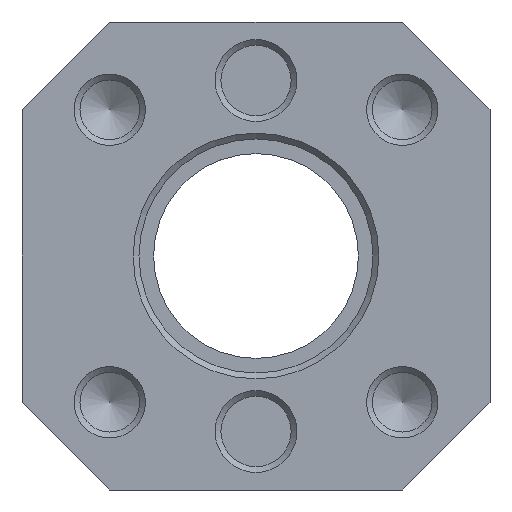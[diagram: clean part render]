
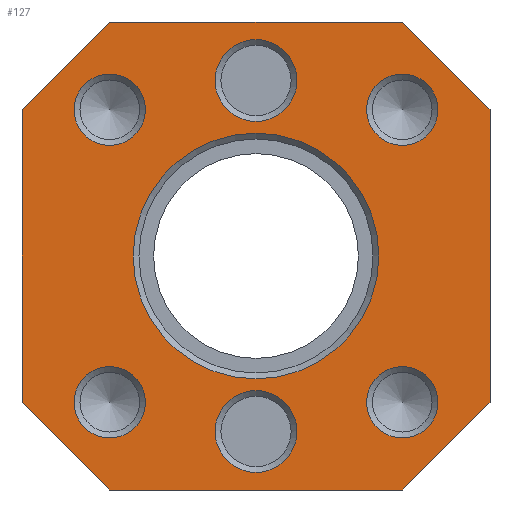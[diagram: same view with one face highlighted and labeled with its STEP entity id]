
A CAD part, front view. The second image highlights one B-rep face of the part: STEP entity #127.
In plain terms, the highlighted planar face has unit normal (0, -1, 0).
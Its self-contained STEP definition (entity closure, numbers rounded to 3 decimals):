
#127 = ADVANCED_FACE( '', ( #488, #489, #490, #491, #492, #493, #494, #495 ), #496, .T. );
#488 = FACE_BOUND( '', #1741, .T. );
#489 = FACE_BOUND( '', #1742, .T. );
#490 = FACE_BOUND( '', #1743, .T. );
#491 = FACE_BOUND( '', #1744, .T. );
#492 = FACE_BOUND( '', #1745, .T. );
#493 = FACE_BOUND( '', #1746, .T. );
#494 = FACE_BOUND( '', #1747, .T. );
#495 = FACE_OUTER_BOUND( '', #1748, .T. );
#496 = PLANE( '', #1749 );
#1741 = EDGE_LOOP( '', ( #2367 ) );
#1742 = EDGE_LOOP( '', ( #2368 ) );
#1743 = EDGE_LOOP( '', ( #2369 ) );
#1744 = EDGE_LOOP( '', ( #2370 ) );
#1745 = EDGE_LOOP( '', ( #2371 ) );
#1746 = EDGE_LOOP( '', ( #2372 ) );
#1747 = EDGE_LOOP( '', ( #2373 ) );
#1748 = EDGE_LOOP( '', ( #2374, #2375, #2376, #2377, #2378, #2379, #2380, #2381 ) );
#1749 = AXIS2_PLACEMENT_3D( '', #2382, #2383, #2384 );
#2367 = ORIENTED_EDGE( '', *, *, #2872, .T. );
#2368 = ORIENTED_EDGE( '', *, *, #2910, .T. );
#2369 = ORIENTED_EDGE( '', *, *, #2911, .T. );
#2370 = ORIENTED_EDGE( '', *, *, #2912, .T. );
#2371 = ORIENTED_EDGE( '', *, *, #2913, .T. );
#2372 = ORIENTED_EDGE( '', *, *, #2914, .T. );
#2373 = ORIENTED_EDGE( '', *, *, #2915, .T. );
#2374 = ORIENTED_EDGE( '', *, *, #2818, .T. );
#2375 = ORIENTED_EDGE( '', *, *, #2916, .T. );
#2376 = ORIENTED_EDGE( '', *, *, #2851, .T. );
#2377 = ORIENTED_EDGE( '', *, *, #2917, .T. );
#2378 = ORIENTED_EDGE( '', *, *, #2918, .T. );
#2379 = ORIENTED_EDGE( '', *, *, #2919, .T. );
#2380 = ORIENTED_EDGE( '', *, *, #2906, .T. );
#2381 = ORIENTED_EDGE( '', *, *, #2920, .T. );
#2382 = CARTESIAN_POINT( '', ( -40., -325.5, -40. ) );
#2383 = DIRECTION( '', ( 0., -1., 0. ) );
#2384 = DIRECTION( '', ( 0., 0., -1. ) );
#2818 = EDGE_CURVE( '', #3067, #3065, #3068, .T. );
#2851 = EDGE_CURVE( '', #3132, #3133, #3134, .T. );
#2872 = EDGE_CURVE( '', #3174, #3174, #3175, .F. );
#2906 = EDGE_CURVE( '', #3242, #3243, #3244, .T. );
#2910 = EDGE_CURVE( '', #3250, #3250, #3251, .F. );
#2911 = EDGE_CURVE( '', #3252, #3252, #3253, .F. );
#2912 = EDGE_CURVE( '', #3254, #3254, #3255, .F. );
#2913 = EDGE_CURVE( '', #3256, #3256, #3257, .F. );
#2914 = EDGE_CURVE( '', #3258, #3258, #3259, .F. );
#2915 = EDGE_CURVE( '', #3260, #3260, #3261, .F. );
#2916 = EDGE_CURVE( '', #3065, #3132, #3262, .F. );
#2917 = EDGE_CURVE( '', #3133, #3263, #3264, .F. );
#2918 = EDGE_CURVE( '', #3263, #3265, #3266, .T. );
#2919 = EDGE_CURVE( '', #3265, #3242, #3267, .F. );
#2920 = EDGE_CURVE( '', #3243, #3067, #3268, .F. );
#3065 = VERTEX_POINT( '', #4691 );
#3067 = VERTEX_POINT( '', #4694 );
#3068 = LINE( '', #4695, #4696 );
#3132 = VERTEX_POINT( '', #5265 );
#3133 = VERTEX_POINT( '', #5266 );
#3134 = LINE( '', #5267, #5268 );
#3174 = VERTEX_POINT( '', #5689 );
#3175 = CIRCLE( '', #5690, 21. );
#3242 = VERTEX_POINT( '', #5757 );
#3243 = VERTEX_POINT( '', #5758 );
#3244 = LINE( '', #5759, #5760 );
#3250 = VERTEX_POINT( '', #5769 );
#3251 = CIRCLE( '', #5770, 6.1 );
#3252 = VERTEX_POINT( '', #5771 );
#3253 = CIRCLE( '', #5772, 7. );
#3254 = VERTEX_POINT( '', #5773 );
#3255 = CIRCLE( '', #5774, 6.1 );
#3256 = VERTEX_POINT( '', #5775 );
#3257 = CIRCLE( '', #5776, 6.1 );
#3258 = VERTEX_POINT( '', #5777 );
#3259 = CIRCLE( '', #5778, 7. );
#3260 = VERTEX_POINT( '', #5779 );
#3261 = CIRCLE( '', #5780, 6.1 );
#3262 = LINE( '', #5781, #5782 );
#3263 = VERTEX_POINT( '', #5783 );
#3264 = LINE( '', #5784, #5785 );
#3265 = VERTEX_POINT( '', #5786 );
#3266 = LINE( '', #5787, #5788 );
#3267 = LINE( '', #5789, #5790 );
#3268 = LINE( '', #5791, #5792 );
#4691 = CARTESIAN_POINT( '', ( -40., -325.5, -25. ) );
#4694 = CARTESIAN_POINT( '', ( -40., -325.5, 25. ) );
#4695 = CARTESIAN_POINT( '', ( -40., -325.5, 40. ) );
#4696 = VECTOR( '', #5939, 1000. );
#5265 = CARTESIAN_POINT( '', ( -25., -325.5, -40. ) );
#5266 = CARTESIAN_POINT( '', ( 25., -325.5, -40. ) );
#5267 = CARTESIAN_POINT( '', ( -40., -325.5, -40. ) );
#5268 = VECTOR( '', #5998, 1000. );
#5689 = CARTESIAN_POINT( '', ( 0., -325.5, -21. ) );
#5690 = AXIS2_PLACEMENT_3D( '', #6026, #6027, #6028 );
#5757 = CARTESIAN_POINT( '', ( 25., -325.5, 40. ) );
#5758 = CARTESIAN_POINT( '', ( -25., -325.5, 40. ) );
#5759 = CARTESIAN_POINT( '', ( 40., -325.5, 40. ) );
#5760 = VECTOR( '', #6128, 1000. );
#5769 = CARTESIAN_POINT( '', ( -25., -325.5, -31.1 ) );
#5770 = AXIS2_PLACEMENT_3D( '', #6132, #6133, #6134 );
#5771 = CARTESIAN_POINT( '', ( 0., -325.5, -37. ) );
#5772 = AXIS2_PLACEMENT_3D( '', #6135, #6136, #6137 );
#5773 = CARTESIAN_POINT( '', ( 25., -325.5, -31.1 ) );
#5774 = AXIS2_PLACEMENT_3D( '', #6138, #6139, #6140 );
#5775 = CARTESIAN_POINT( '', ( 25., -325.5, 18.9 ) );
#5776 = AXIS2_PLACEMENT_3D( '', #6141, #6142, #6143 );
#5777 = CARTESIAN_POINT( '', ( 0., -325.5, 23. ) );
#5778 = AXIS2_PLACEMENT_3D( '', #6144, #6145, #6146 );
#5779 = CARTESIAN_POINT( '', ( -25., -325.5, 18.9 ) );
#5780 = AXIS2_PLACEMENT_3D( '', #6147, #6148, #6149 );
#5781 = CARTESIAN_POINT( '', ( -32.5, -325.5, -32.5 ) );
#5782 = VECTOR( '', #6150, 1000. );
#5783 = CARTESIAN_POINT( '', ( 40., -325.5, -25. ) );
#5784 = CARTESIAN_POINT( '', ( -7.5, -325.5, -72.5 ) );
#5785 = VECTOR( '', #6151, 1000. );
#5786 = CARTESIAN_POINT( '', ( 40., -325.5, 25. ) );
#5787 = CARTESIAN_POINT( '', ( 40., -325.5, -40. ) );
#5788 = VECTOR( '', #6152, 1000. );
#5789 = CARTESIAN_POINT( '', ( 32.5, -325.5, 32.5 ) );
#5790 = VECTOR( '', #6153, 1000. );
#5791 = CARTESIAN_POINT( '', ( -72.5, -325.5, -7.5 ) );
#5792 = VECTOR( '', #6154, 1000. );
#5939 = DIRECTION( '', ( 0., 0., -1. ) );
#5998 = DIRECTION( '', ( 1., 0., 0. ) );
#6026 = CARTESIAN_POINT( '', ( 0., -325.5, 0. ) );
#6027 = DIRECTION( '', ( 0., -1., 0. ) );
#6028 = DIRECTION( '', ( 0., 0., -1. ) );
#6128 = DIRECTION( '', ( -1., 0., 0. ) );
#6132 = CARTESIAN_POINT( '', ( -25., -325.5, -25. ) );
#6133 = DIRECTION( '', ( 0., -1., 0. ) );
#6134 = DIRECTION( '', ( 0., 0., -1. ) );
#6135 = CARTESIAN_POINT( '', ( 0., -325.5, -30. ) );
#6136 = DIRECTION( '', ( 0., -1., 0. ) );
#6137 = DIRECTION( '', ( 0., 0., -1. ) );
#6138 = CARTESIAN_POINT( '', ( 25., -325.5, -25. ) );
#6139 = DIRECTION( '', ( 0., -1., 0. ) );
#6140 = DIRECTION( '', ( 0., 0., -1. ) );
#6141 = CARTESIAN_POINT( '', ( 25., -325.5, 25. ) );
#6142 = DIRECTION( '', ( 0., -1., 0. ) );
#6143 = DIRECTION( '', ( 0., 0., -1. ) );
#6144 = CARTESIAN_POINT( '', ( 0., -325.5, 30. ) );
#6145 = DIRECTION( '', ( 0., -1., 0. ) );
#6146 = DIRECTION( '', ( 0., 0., -1. ) );
#6147 = CARTESIAN_POINT( '', ( -25., -325.5, 25. ) );
#6148 = DIRECTION( '', ( 0., -1., 0. ) );
#6149 = DIRECTION( '', ( 0., 0., -1. ) );
#6150 = DIRECTION( '', ( -0.707, 0., 0.707 ) );
#6151 = DIRECTION( '', ( -0.707, 0., -0.707 ) );
#6152 = DIRECTION( '', ( 0., 0., 1. ) );
#6153 = DIRECTION( '', ( 0.707, 0., -0.707 ) );
#6154 = DIRECTION( '', ( 0.707, 0., 0.707 ) );
